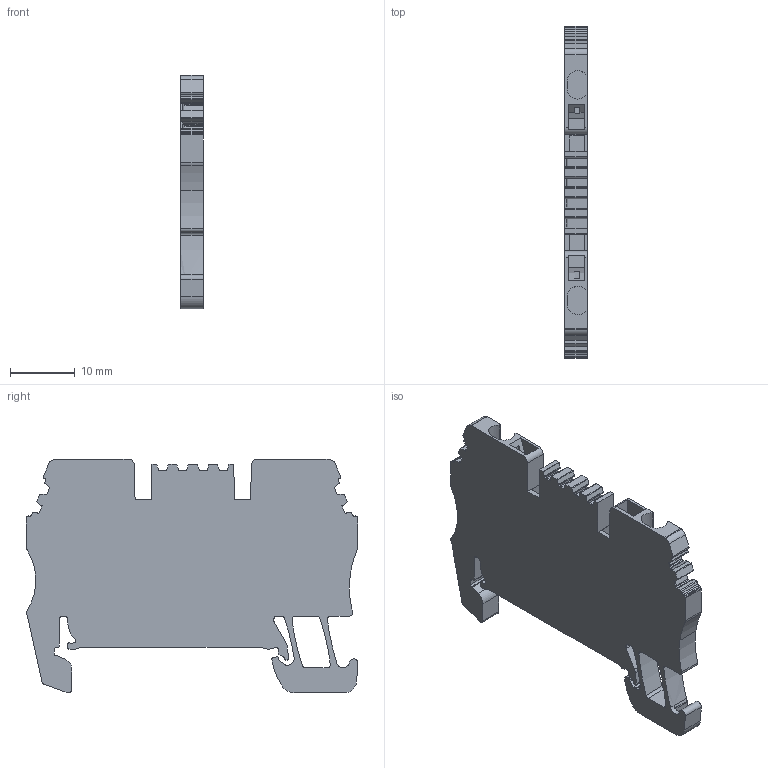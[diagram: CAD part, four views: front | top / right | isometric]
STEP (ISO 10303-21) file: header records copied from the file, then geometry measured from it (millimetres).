
FILE_DESCRIPTION(('CATIA V5 STEP Exchange','CAx-IF Rec.Pracs.--- Model Styling and Organization---1.4--- 2014-01-23'),'2;1');
FILE_NAME ('D1455889_0', '2019-12-20T07:25:11+00:00', ('none'), ('Weidmueller'), 'CATIA Version 5-6 Release 2016 SP3 HF44', 'CATIA V5 STEP AP214', 'none');
FILE_SCHEMA(('AUTOMOTIVE_DESIGN { 1 0 10303 214 1 1 1 1 }'));
Length unit declared in the file: millimetre
Products named in the file (1): 1775490000_ZDU1-5_BL
Bounding box: 3.5 x 51.43 x 36.25 mm (x, y, z)
Volume: 4262.5 mm3; surface area: 4641.2 mm2
Topology: 1 solids, 5 shells, 403 faces, 1163 edges, 774 vertices
Faces by surface type: plane 245, cylinder 158
Entity records: 12717 total; most frequent: CARTESIAN_POINT 2359, ORIENTED_EDGE 2326, DIRECTION 1837, EDGE_CURVE 1163, VECTOR 836, LINE 836, VERTEX_POINT 774, AXIS2_PLACEMENT_3D 653
